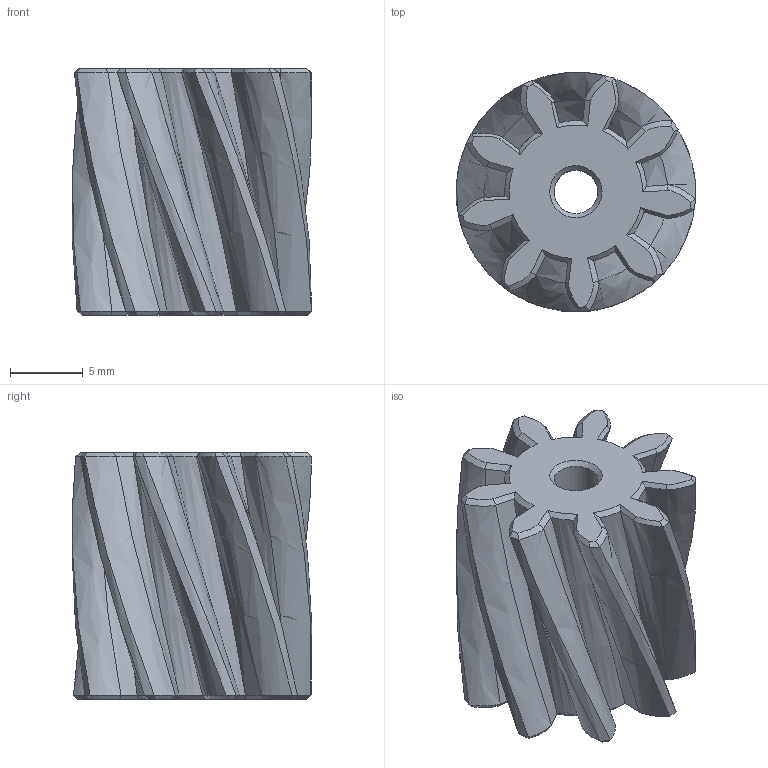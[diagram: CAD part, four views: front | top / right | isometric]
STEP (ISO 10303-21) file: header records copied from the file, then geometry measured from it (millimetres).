
FILE_DESCRIPTION(/* description */ (''),/* implementation_level */ '2;1');
FILE_NAME(/* name */ 'Helical_sun_chamfer.step',/* time_stamp */ '2023-02-15T19:15:38+05:30',/* author */ (''),/* organization */ (''),/* preprocessor_version */ 'ST-DEVELOPER v19.2',/* originating_system */ 'Autodesk Translation Framework v11.17.0.187',/* authorisation */ '');
FILE_SCHEMA (('AUTOMOTIVE_DESIGN { 1 0 10303 214 3 1 1 }'));
Length unit declared in the file: millimetre
Products named in the file (2): Helical_sun; Spur Gear (9 teeth)
Assembly tree (1 placements, depth 2):
  Helical_sun
    Spur Gear (9 teeth)
Bounding box: 16.48 x 16.49 x 17 mm (x, y, z)
Volume: 2122 mm3; surface area: 1897.1 mm2
Topology: 1 solids, 1 shells, 185 faces, 547 edges, 364 vertices
Faces by surface type: bspline 180, plane 2, cone 2, cylinder 1
Full cylindrical faces by diameter (mm): 3 x1
Entity records: 22482 total; most frequent: CARTESIAN_POINT 19095, ORIENTED_EDGE 1094, EDGE_CURVE 547, B_SPLINE_CURVE_WITH_KNOTS 486, VERTEX_POINT 364, EDGE_LOOP 187, FACE_OUTER_BOUND 185, ADVANCED_FACE 185
